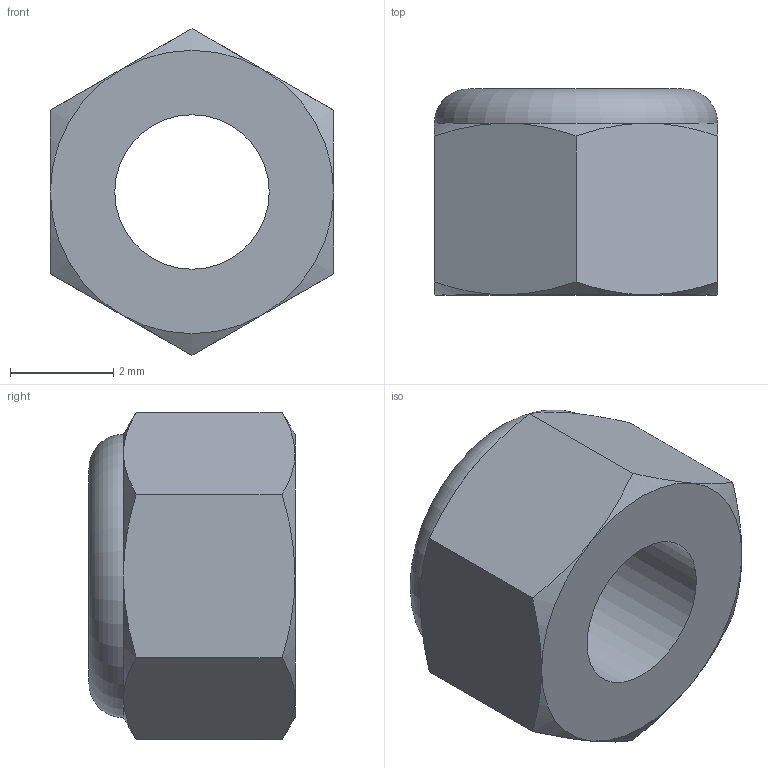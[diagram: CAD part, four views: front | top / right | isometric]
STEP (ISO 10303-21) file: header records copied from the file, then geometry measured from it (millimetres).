
FILE_DESCRIPTION(/* description */ (''),/* implementation_level */ '2;1');
FILE_NAME(/* name */ 'REV-41-1361 Simple.step',/* time_stamp */ '2017-04-10T12:34:44-05:00',/* author */ (''),/* organization */ (''),/* preprocessor_version */ 'ST-DEVELOPER v16.5',/* originating_system */ 'Autodesk Translation Framework v5.2.0.2920',/* authorisation */ '');
FILE_SCHEMA (('AUTOMOTIVE_DESIGN { 1 0 10303 214 3 1 1 }'));
Length unit declared in the file: millimetre
Products named in the file (1): REV-41-1361 Simple v1
Bounding box: 5.5 x 4 x 6.35 mm (x, y, z)
Volume: 72.6 mm3; surface area: 143.6 mm2
Topology: 1 solids, 1 shells, 24 faces, 50 edges, 29 vertices
Faces by surface type: cone 12, plane 9, cylinder 2, torus 1
Full cylindrical faces by diameter (mm): 3 x1, 3.352 x1
Entity records: 614 total; most frequent: CARTESIAN_POINT 149, ORIENTED_EDGE 94, DIRECTION 90, EDGE_CURVE 47, AXIS2_PLACEMENT_3D 42, EDGE_LOOP 30, VERTEX_POINT 29, FACE_OUTER_BOUND 24
